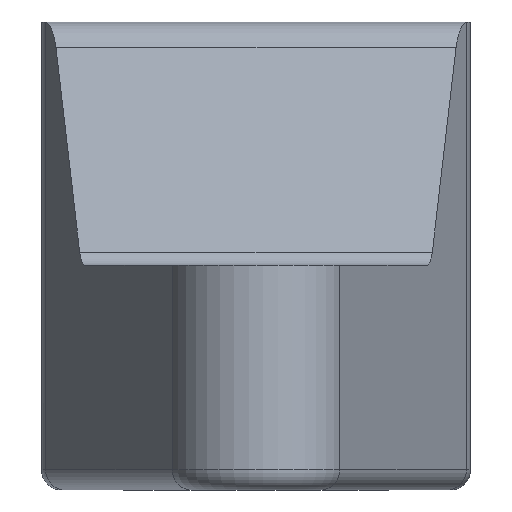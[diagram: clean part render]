
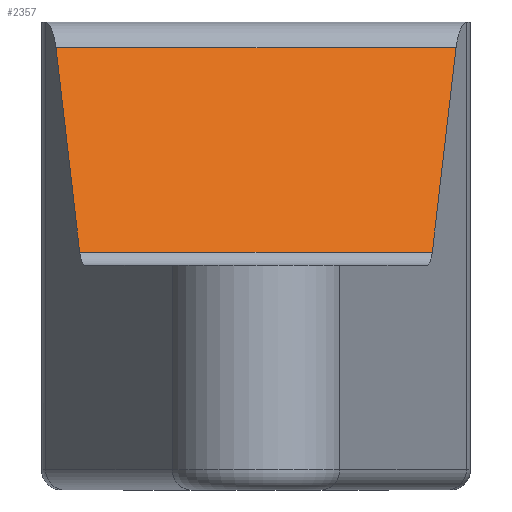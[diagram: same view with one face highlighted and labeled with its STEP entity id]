
A CAD part, front view. The second image highlights one B-rep face of the part: STEP entity #2357.
In plain terms, the highlighted planar face has unit normal (0, -0.939, 0.343).
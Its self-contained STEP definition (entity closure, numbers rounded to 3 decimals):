
#845=CARTESIAN_POINT('',(28.706,-37.971,38.744));
#850=DIRECTION('',(0.109,0.341,0.934));
#851=VECTOR('',#850,35.652);
#852=CARTESIAN_POINT('',(28.706,-37.971,38.744));
#853=LINE('',#852,#851);
#892=DIRECTION('',(-0.109,0.341,0.934));
#893=VECTOR('',#892,35.652);
#894=CARTESIAN_POINT('',(-28.706,-37.971,38.744));
#895=LINE('',#894,#893);
#903=CARTESIAN_POINT('',(-28.706,-37.971,38.744));
#1007=DIRECTION('',(-1.,0.,0.));
#1008=VECTOR('',#1007,65.152);
#1009=CARTESIAN_POINT('',(32.576,-25.801,72.03));
#1010=LINE('',#1009,#1008);
#1014=DIRECTION('',(-1.,0.,0.));
#1015=VECTOR('',#1014,57.412);
#1016=CARTESIAN_POINT('',(28.706,-37.971,38.744));
#1017=LINE('',#1016,#1015);
#1451=VERTEX_POINT('',#903);
#1452=CARTESIAN_POINT('',(-32.576,-25.801,
72.03));
#1453=VERTEX_POINT('',#1452);
#1454=VERTEX_POINT('',#845);
#1455=CARTESIAN_POINT('',(32.576,-25.801,72.03));
#1456=VERTEX_POINT('',#1455);
#2345=CARTESIAN_POINT('',(41.91,-37.971,38.744));
#2346=DIRECTION('',(0.,0.939,-0.343));
#2347=DIRECTION('',(0.,0.343,0.939));
#2348=AXIS2_PLACEMENT_3D('',#2345,#2346,#2347);
#2349=PLANE('',#2348);
#2350=ORIENTED_EDGE('',*,*,#2235,.T.);
#2351=ORIENTED_EDGE('',*,*,#2337,.F.);
#2352=ORIENTED_EDGE('',*,*,#2203,.F.);
#2354=ORIENTED_EDGE('',*,*,#2353,.T.);
#2355=EDGE_LOOP('',(#2350,#2351,#2352,#2354));
#2356=FACE_OUTER_BOUND('',#2355,.F.);
#2357=ADVANCED_FACE('',(#2356),#2349,.F.);
#2203=EDGE_CURVE('',#1454,#1456,#853,.T.);
#2235=EDGE_CURVE('',#1451,#1453,#895,.T.);
#2337=EDGE_CURVE('',#1456,#1453,#1010,.T.);
#2353=EDGE_CURVE('',#1454,#1451,#1017,.T.);
